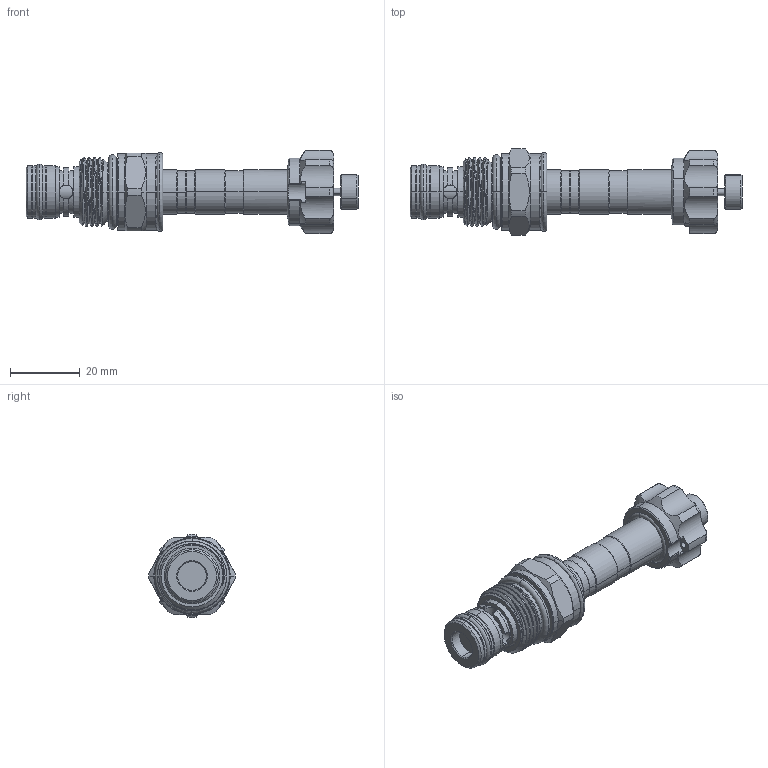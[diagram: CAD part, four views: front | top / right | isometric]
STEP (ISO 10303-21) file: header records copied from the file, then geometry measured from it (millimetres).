
FILE_DESCRIPTION (( 'STEP AP203' ), '1' );
FILE_NAME ('EP20M2A51P04.STEP', '2020-03-31T03:57:46', ( '' ), ( '' ), 'SwSTEP 2.0', 'SolidWorks 2018', '' );
FILE_SCHEMA (( 'CONFIG_CONTROL_DESIGN' ));
Length unit declared in the file: millimetre
Products named in the file (1): EP20M2A51P04
Bounding box: 94.95 x 24.65 x 23.79 mm (x, y, z)
Volume: 19603 mm3; surface area: 8624.6 mm2
Topology: 6 solids, 6 shells, 247 faces, 595 edges, 370 vertices
Faces by surface type: cylinder 117, torus 44, plane 42, cone 39, bspline 5
Entity records: 9296 total; most frequent: CARTESIAN_POINT 3489, DIRECTION 1247, ORIENTED_EDGE 1190, EDGE_CURVE 595, AXIS2_PLACEMENT_3D 537, VERTEX_POINT 370, CIRCLE 294, EDGE_LOOP 269
